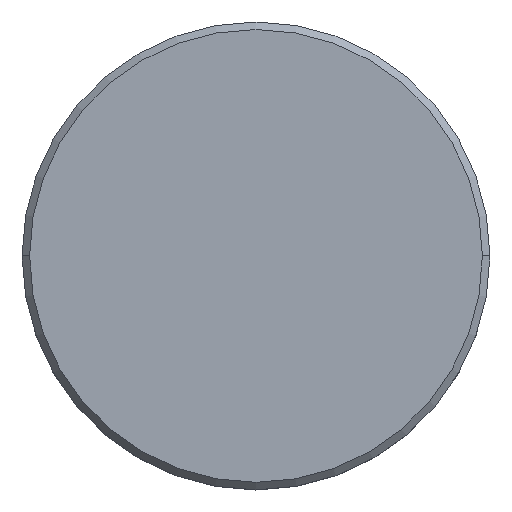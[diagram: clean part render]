
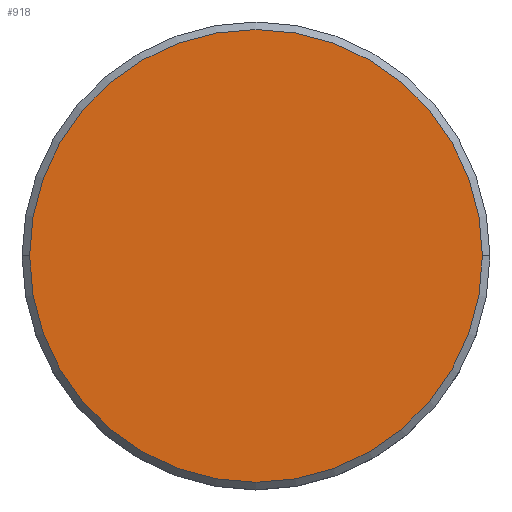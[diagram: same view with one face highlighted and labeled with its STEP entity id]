
A CAD part, top view. The second image highlights one B-rep face of the part: STEP entity #918.
In plain terms, the highlighted planar face has unit normal (0, 0, 1).
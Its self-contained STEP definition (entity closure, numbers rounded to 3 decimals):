
#2 = FACE_OUTER_BOUND ( 'NONE', #992, .T. ) ;
#16 = DIRECTION ( 'NONE',  ( 0., 0., 1. ) ) ;
#29 = AXIS2_PLACEMENT_3D ( 'NONE', #661, #16, #1041 ) ;
#204 = DIRECTION ( 'NONE',  ( 1., 0., 0. ) ) ;
#212 = CARTESIAN_POINT ( 'NONE',  ( 0., 0., 0. ) ) ;
#273 = EDGE_CURVE ( 'NONE', #791, #604, #668, .T. ) ;
#348 = PLANE ( 'NONE',  #29 ) ;
#386 = DIRECTION ( 'NONE',  ( 1., 0., 0. ) ) ;
#397 = DIRECTION ( 'NONE',  ( 0., 0., 1. ) ) ;
#526 = CIRCLE ( 'NONE', #1142, 15. ) ;
#604 = VERTEX_POINT ( 'NONE', #830 ) ;
#657 = CARTESIAN_POINT ( 'NONE',  ( 15., 0., 0. ) ) ;
#661 = CARTESIAN_POINT ( 'NONE',  ( 0., 0., 0. ) ) ;
#668 = CIRCLE ( 'NONE', #1056, 15. ) ;
#704 = ORIENTED_EDGE ( 'NONE', *, *, #273, .T. ) ;
#778 = CARTESIAN_POINT ( 'NONE',  ( 0., 0., 0. ) ) ;
#791 = VERTEX_POINT ( 'NONE', #657 ) ;
#830 = CARTESIAN_POINT ( 'NONE',  ( -15., 0., 0. ) ) ;
#918 = ADVANCED_FACE ( 'NONE', ( #2 ), #348, .T. ) ;
#949 = EDGE_CURVE ( 'NONE', #604, #791, #526, .T. ) ;
#992 = EDGE_LOOP ( 'NONE', ( #1087, #704 ) ) ;
#1041 = DIRECTION ( 'NONE',  ( 1., 0., 0. ) ) ;
#1050 = DIRECTION ( 'NONE',  ( 0., 0., 1. ) ) ;
#1056 = AXIS2_PLACEMENT_3D ( 'NONE', #212, #397, #386 ) ;
#1087 = ORIENTED_EDGE ( 'NONE', *, *, #949, .T. ) ;
#1142 = AXIS2_PLACEMENT_3D ( 'NONE', #778, #1050, #204 ) ;
